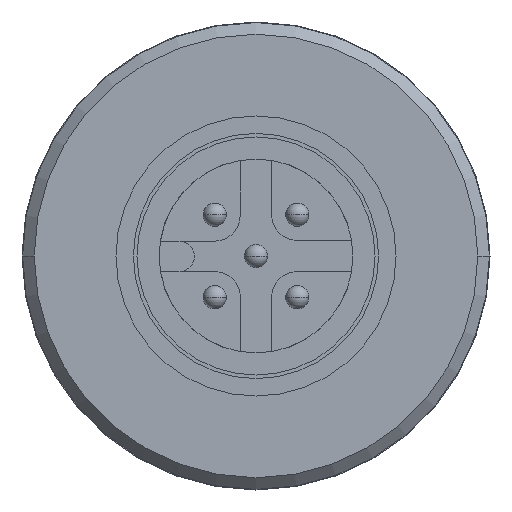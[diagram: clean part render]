
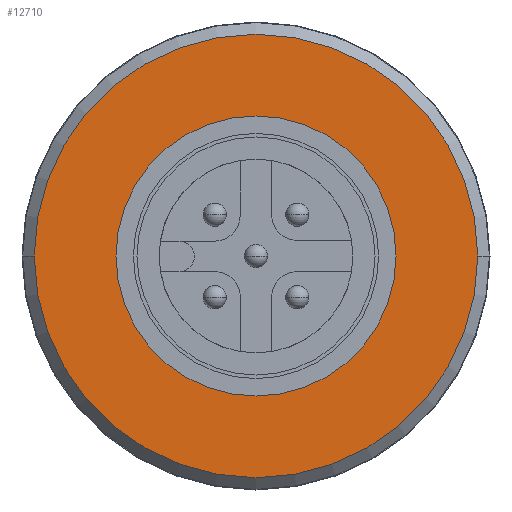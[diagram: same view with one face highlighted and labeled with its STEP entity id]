
A CAD part, front view. The second image highlights one B-rep face of the part: STEP entity #12710.
In plain terms, the highlighted planar face has unit normal (0, -1, 0).
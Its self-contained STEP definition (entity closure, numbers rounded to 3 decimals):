
#2850=CARTESIAN_POINT('',(-9.5,1.2,
0.));
#2860=VERTEX_POINT('',#2850);
#2890=CARTESIAN_POINT('',(0.,1.2,0.));
#2900=DIRECTION('',(0.,-1.,0.));
#2910=DIRECTION('',(-1.,0.,0.));
#2920=AXIS2_PLACEMENT_3D('',#2890,#2900,#2910);
#2930=CIRCLE('',#2920,9.5);
#2940=CARTESIAN_POINT('',(9.5,1.2,0.));
#2950=VERTEX_POINT('',#2940);
#2960=EDGE_CURVE('',#2860,#2950,#2930,.T.);
#3270=CARTESIAN_POINT('',(5.,1.2,0.));
#3280=VERTEX_POINT('',#3270);
#3460=CARTESIAN_POINT('',(-5.,1.2,0.));
#3470=VERTEX_POINT('',#3460);
#3500=CARTESIAN_POINT('',(0.,1.2,0.));
#3510=DIRECTION('',(0.,-1.,0.));
#3520=DIRECTION('',(-1.,0.,0.));
#3530=AXIS2_PLACEMENT_3D('',#3500,#3510,#3520);
#3540=CIRCLE('',#3530,5.);
#3550=EDGE_CURVE('',#3280,#3470,#3540,.T.);
#12560=CARTESIAN_POINT('',(0.,1.2,9.65));
#12570=DIRECTION('',(0.,-1.,0.));
#12580=DIRECTION('',(0.,0.,-1.));
#12590=AXIS2_PLACEMENT_3D('',#12560,#12570,#12580);
#12600=PLANE('',#12590);
#12610=EDGE_CURVE('',#2950,#2860,#2930,.T.);
#12620=ORIENTED_EDGE('',*,*,#12610,.T.);
#12630=ORIENTED_EDGE('',*,*,#2960,.T.);
#12640=EDGE_LOOP('',(#12630,#12620));
#12650=FACE_OUTER_BOUND('',#12640,.T.);
#12660=EDGE_CURVE('',#3470,#3280,#3540,.T.);
#12670=ORIENTED_EDGE('',*,*,#12660,.F.);
#12680=ORIENTED_EDGE('',*,*,#3550,.F.);
#12690=EDGE_LOOP('',(#12680,#12670));
#12700=FACE_BOUND('',#12690,.T.);
#12710=ADVANCED_FACE('',(#12650,#12700),#12600,.T.);
